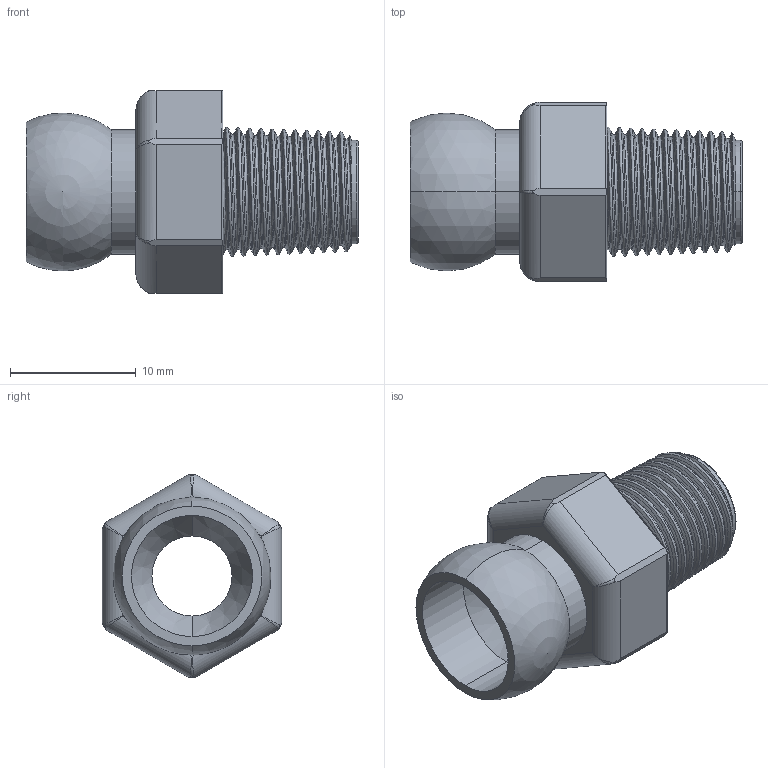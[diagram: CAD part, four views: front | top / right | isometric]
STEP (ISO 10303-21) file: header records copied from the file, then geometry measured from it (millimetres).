
FILE_DESCRIPTION (( 'STEP AP203' ), '1' );
FILE_NAME ('1-4 x1-8 BSPT.STEP', '2005-02-04T22:33:48', ( 'mark lockwood' ), ( 'lockwood products inc.' ), 'SwSTEP 2.0', 'SolidWorks 2004146', '' );
FILE_SCHEMA (( 'CONFIG_CONTROL_DESIGN' ));
Length unit declared in the file: inch
Products named in the file (1): 1-4 x1-8 BSPT
Bounding box: 26.44 x 14.27 x 16.15 mm (x, y, z)
Volume: 1746.1 mm3; surface area: 2004.8 mm2
Topology: 1 solids, 1 shells, 56 faces, 154 edges, 94 vertices
Faces by surface type: cylinder 20, plane 16, bspline 12, cone 4, sphere 2, torus 2
Entity records: 8453 total; most frequent: CARTESIAN_POINT 7198, ORIENTED_EDGE 286, DIRECTION 192, EDGE_CURVE 143, VERTEX_POINT 91, AXIS2_PLACEMENT_3D 69, EDGE_LOOP 60, ADVANCED_FACE 56
